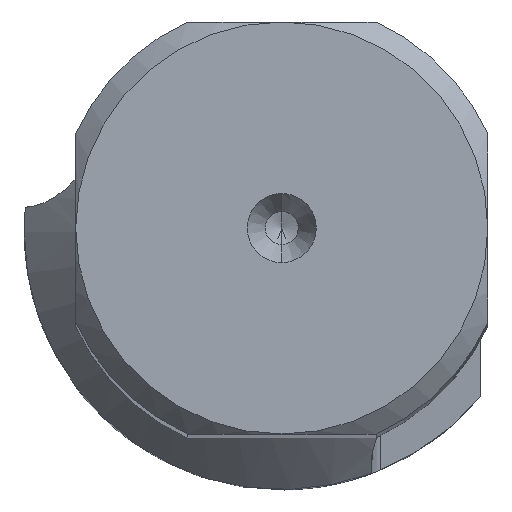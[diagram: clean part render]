
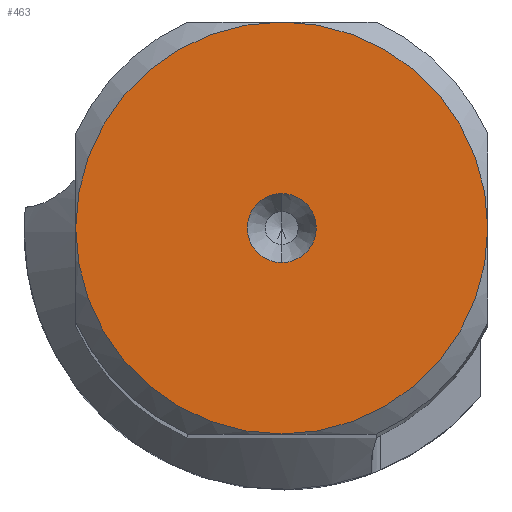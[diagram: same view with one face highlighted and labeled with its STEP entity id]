
A CAD part, top view. The second image highlights one B-rep face of the part: STEP entity #463.
In plain terms, the highlighted planar face has unit normal (0, 0, 1).
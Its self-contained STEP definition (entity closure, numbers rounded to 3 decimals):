
#463=ADVANCED_FACE('',(#582,#583),#554,.T.);
#554=PLANE('',#1750);
#582=FACE_BOUND('',#590,.T.);
#583=FACE_BOUND('',#591,.T.);
#590=EDGE_LOOP('',(#685,#686,#687,#688));
#591=EDGE_LOOP('',(#689,#690));
#685=ORIENTED_EDGE('',*,*,#1347,.T.);
#686=ORIENTED_EDGE('',*,*,#1348,.T.);
#687=ORIENTED_EDGE('',*,*,#1349,.T.);
#688=ORIENTED_EDGE('',*,*,#1350,.T.);
#689=ORIENTED_EDGE('',*,*,#1351,.T.);
#690=ORIENTED_EDGE('',*,*,#1352,.T.);
#1183=VERTEX_POINT('',#2427);
#1184=VERTEX_POINT('',#2428);
#1185=VERTEX_POINT('',#2430);
#1186=VERTEX_POINT('',#2432);
#1187=VERTEX_POINT('',#2435);
#1188=VERTEX_POINT('',#2436);
#1347=EDGE_CURVE('',#1183,#1184,#1596,.T.);
#1348=EDGE_CURVE('',#1184,#1185,#1597,.T.);
#1349=EDGE_CURVE('',#1185,#1186,#1598,.T.);
#1350=EDGE_CURVE('',#1186,#1183,#1599,.T.);
#1351=EDGE_CURVE('',#1187,#1188,#1600,.T.);
#1352=EDGE_CURVE('',#1188,#1187,#1601,.T.);
#1596=CIRCLE('',#1744,10.);
#1597=CIRCLE('',#1745,10.);
#1598=CIRCLE('',#1746,10.);
#1599=CIRCLE('',#1747,10.);
#1600=CIRCLE('',#1748,1.675);
#1601=CIRCLE('',#1749,1.675);
#1744=AXIS2_PLACEMENT_3D('',#2426,#1949,#1950);
#1745=AXIS2_PLACEMENT_3D('',#2429,#1951,#1952);
#1746=AXIS2_PLACEMENT_3D('',#2431,#1953,#1954);
#1747=AXIS2_PLACEMENT_3D('',#2433,#1955,#1956);
#1748=AXIS2_PLACEMENT_3D('',#2434,#1957,#1958);
#1749=AXIS2_PLACEMENT_3D('',#2437,#1959,#1960);
#1750=AXIS2_PLACEMENT_3D('',#2438,#1961,#1962);
#1949=DIRECTION('',(0.,0.,1.));
#1950=DIRECTION('',(0.,1.,0.));
#1951=DIRECTION('',(0.,0.,1.));
#1952=DIRECTION('',(-1.,0.,0.));
#1953=DIRECTION('',(0.,0.,1.));
#1954=DIRECTION('',(0.,-1.,0.));
#1955=DIRECTION('',(0.,0.,1.));
#1956=DIRECTION('',(1.,0.,0.));
#1957=DIRECTION('',(0.,0.,-1.));
#1958=DIRECTION('',(0.,1.,0.));
#1959=DIRECTION('',(0.,0.,-1.));
#1960=DIRECTION('',(0.,-1.,0.));
#1961=DIRECTION('',(0.,0.,1.));
#1962=DIRECTION('',(-1.,0.,0.));
#2426=CARTESIAN_POINT('',(0.,0.,0.));
#2427=CARTESIAN_POINT('',(0.,10.,0.));
#2428=CARTESIAN_POINT('',(-10.,0.,0.));
#2429=CARTESIAN_POINT('',(0.,0.,0.));
#2430=CARTESIAN_POINT('',(0.,-10.,0.));
#2431=CARTESIAN_POINT('',(0.,0.,0.));
#2432=CARTESIAN_POINT('',(10.,0.,0.));
#2433=CARTESIAN_POINT('',(0.,0.,0.));
#2434=CARTESIAN_POINT('',(0.,0.,0.));
#2435=CARTESIAN_POINT('',(0.,1.675,0.));
#2436=CARTESIAN_POINT('',(0.,-1.675,0.));
#2437=CARTESIAN_POINT('',(0.,0.,0.));
#2438=CARTESIAN_POINT('',(0.,0.,0.));
